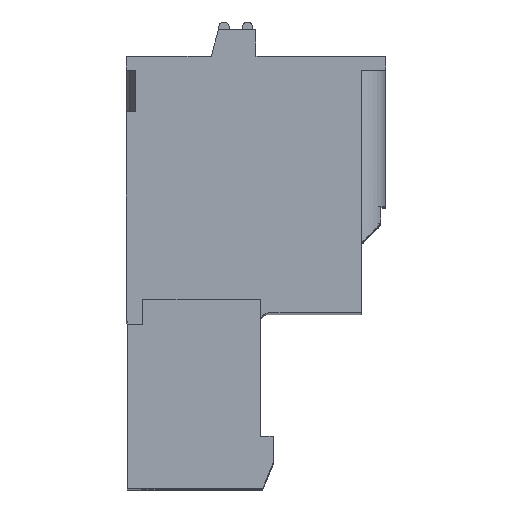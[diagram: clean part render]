
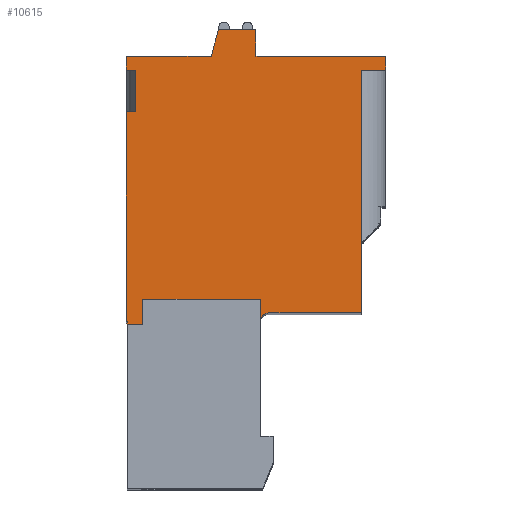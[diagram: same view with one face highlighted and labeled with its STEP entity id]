
A CAD part, top view. The second image highlights one B-rep face of the part: STEP entity #10615.
In plain terms, the highlighted planar face has unit normal (0, 0, 1).
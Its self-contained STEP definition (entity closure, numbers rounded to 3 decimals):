
#555=DIRECTION('',(0.,1.,0.));
#556=VECTOR('',#555,1.3);
#557=CARTESIAN_POINT('',(3.741,-4.022,2.5));
#558=LINE('',#557,#556);
#559=DIRECTION('',(-1.,0.,0.));
#560=VECTOR('',#559,6.8);
#561=CARTESIAN_POINT('',(3.741,-2.722,2.5));
#562=LINE('',#561,#560);
#563=DIRECTION('',(0.,-1.,0.));
#564=VECTOR('',#563,1.45);
#565=CARTESIAN_POINT('',(-3.059,-2.722,2.5));
#566=LINE('',#565,#564);
#567=DIRECTION('',(-1.,0.,0.));
#568=VECTOR('',#567,0.9);
#569=CARTESIAN_POINT('',(-3.059,-4.172,2.5));
#570=LINE('',#569,#568);
#571=DIRECTION('',(0.,-1.,0.));
#572=VECTOR('',#571,0.15);
#573=CARTESIAN_POINT('',(-3.959,-4.022,2.5));
#574=LINE('',#573,#572);
#575=DIRECTION('',(1.,0.,0.));
#576=VECTOR('',#575,0.05);
#577=CARTESIAN_POINT('',(-4.009,-4.022,2.5));
#578=LINE('',#577,#576);
#579=DIRECTION('',(0.,-1.,0.));
#580=VECTOR('',#579,12.15);
#581=CARTESIAN_POINT('',(-4.009,8.128,2.5));
#582=LINE('',#581,#580);
#583=DIRECTION('',(1.,0.,0.));
#584=VECTOR('',#583,0.5);
#585=CARTESIAN_POINT('',(-4.009,8.128,2.5));
#586=LINE('',#585,#584);
#587=DIRECTION('',(0.,-1.,0.));
#588=VECTOR('',#587,2.4);
#589=CARTESIAN_POINT('',(-3.509,10.528,2.5));
#590=LINE('',#589,#588);
#591=DIRECTION('',(1.,0.,0.));
#592=VECTOR('',#591,0.5);
#593=CARTESIAN_POINT('',(-4.009,10.528,2.5));
#594=LINE('',#593,#592);
#595=DIRECTION('',(0.,-1.,0.));
#596=VECTOR('',#595,0.8);
#597=CARTESIAN_POINT('',(-4.009,11.328,2.5));
#598=LINE('',#597,#596);
#599=DIRECTION('',(-1.,0.,0.));
#600=VECTOR('',#599,4.907);
#601=CARTESIAN_POINT('',(0.898,11.328,2.5));
#602=LINE('',#601,#600);
#603=DIRECTION('',(-0.259,-0.966,0.));
#604=VECTOR('',#603,1.605);
#605=CARTESIAN_POINT('',(1.313,12.878,2.5));
#606=LINE('',#605,#604);
#607=DIRECTION('',(-1.,0.,0.));
#608=VECTOR('',#607,2.178);
#609=CARTESIAN_POINT('',(3.491,12.878,2.5));
#610=LINE('',#609,#608);
#611=DIRECTION('',(0.,1.,0.));
#612=VECTOR('',#611,1.55);
#613=CARTESIAN_POINT('',(3.491,11.328,2.5));
#614=LINE('',#613,#612);
#615=DIRECTION('',(-1.,0.,0.));
#616=VECTOR('',#615,7.5);
#617=CARTESIAN_POINT('',(10.991,11.328,2.5));
#618=LINE('',#617,#616);
#619=DIRECTION('',(0.,1.,0.));
#620=VECTOR('',#619,0.8);
#621=CARTESIAN_POINT('',(10.991,10.528,2.5));
#622=LINE('',#621,#620);
#623=DIRECTION('',(-1.,0.,0.));
#624=VECTOR('',#623,1.4);
#625=CARTESIAN_POINT('',(10.991,10.528,2.5));
#626=LINE('',#625,#624);
#627=DIRECTION('',(1.,0.,0.));
#628=VECTOR('',#627,5.35);
#629=CARTESIAN_POINT('',(4.241,-3.522,2.5));
#630=LINE('',#629,#628);
#631=CARTESIAN_POINT('',(4.241,-4.022,2.5));
#632=DIRECTION('',(0.,0.,-1.));
#633=DIRECTION('',(-1.,0.,0.));
#634=AXIS2_PLACEMENT_3D('',#631,#632,#633);
#2728=DIRECTION('',(0.,1.,0.));
#2729=VECTOR('',#2728,14.05);
#2730=CARTESIAN_POINT('',(9.591,-3.522,2.5));
#2731=LINE('',#2730,#2729);
#7784=CARTESIAN_POINT('',(-4.009,-4.022,2.5));
#7785=CARTESIAN_POINT('',(-3.959,-4.022,2.5));
#7786=VERTEX_POINT('',#7784);
#7787=VERTEX_POINT('',#7785);
#7788=CARTESIAN_POINT('',(4.241,-3.522,2.5));
#7789=CARTESIAN_POINT('',(9.591,-3.522,2.5));
#7790=VERTEX_POINT('',#7788);
#7791=VERTEX_POINT('',#7789);
#7792=CARTESIAN_POINT('',(10.991,11.328,2.5));
#7793=CARTESIAN_POINT('',(3.491,11.328,2.5));
#7794=VERTEX_POINT('',#7792);
#7795=VERTEX_POINT('',#7793);
#7796=CARTESIAN_POINT('',(3.491,12.878,2.5));
#7797=VERTEX_POINT('',#7796);
#7798=CARTESIAN_POINT('',(1.313,12.878,2.5));
#7799=VERTEX_POINT('',#7798);
#7800=CARTESIAN_POINT('',(0.898,11.328,2.5));
#7801=VERTEX_POINT('',#7800);
#7802=CARTESIAN_POINT('',(-4.009,11.328,2.5));
#7803=VERTEX_POINT('',#7802);
#7808=CARTESIAN_POINT('',(10.991,10.528,2.5));
#7809=CARTESIAN_POINT('',(9.591,10.528,2.5));
#7810=VERTEX_POINT('',#7808);
#7811=VERTEX_POINT('',#7809);
#7926=CARTESIAN_POINT('',(3.741,-4.022,2.5));
#7927=CARTESIAN_POINT('',(3.741,-2.722,2.5));
#7928=VERTEX_POINT('',#7926);
#7929=VERTEX_POINT('',#7927);
#7930=CARTESIAN_POINT('',(-3.059,-2.722,2.5));
#7931=VERTEX_POINT('',#7930);
#7932=CARTESIAN_POINT('',(-3.059,-4.172,2.5));
#7933=VERTEX_POINT('',#7932);
#7934=CARTESIAN_POINT('',(-3.959,-4.172,2.5));
#7935=VERTEX_POINT('',#7934);
#7940=CARTESIAN_POINT('',(-4.009,10.528,2.5));
#7941=CARTESIAN_POINT('',(-3.509,10.528,2.5));
#7942=VERTEX_POINT('',#7940);
#7943=VERTEX_POINT('',#7941);
#7944=CARTESIAN_POINT('',(-4.009,8.128,2.5));
#7945=CARTESIAN_POINT('',(-3.509,8.128,2.5));
#7946=VERTEX_POINT('',#7944);
#7947=VERTEX_POINT('',#7945);
#10569=CARTESIAN_POINT('',(0.,0.,2.5));
#10570=DIRECTION('',(0.,0.,1.));
#10571=DIRECTION('',(1.,0.,0.));
#10572=AXIS2_PLACEMENT_3D('',#10569,#10570,#10571);
#10573=PLANE('',#10572);
#10574=ORIENTED_EDGE('',*,*,#10550,.T.);
#10576=ORIENTED_EDGE('',*,*,#10575,.T.);
#10578=ORIENTED_EDGE('',*,*,#10577,.T.);
#10580=ORIENTED_EDGE('',*,*,#10579,.T.);
#10581=ORIENTED_EDGE('',*,*,#10112,.F.);
#10583=ORIENTED_EDGE('',*,*,#10582,.F.);
#10585=ORIENTED_EDGE('',*,*,#10584,.F.);
#10587=ORIENTED_EDGE('',*,*,#10586,.T.);
#10589=ORIENTED_EDGE('',*,*,#10588,.F.);
#10591=ORIENTED_EDGE('',*,*,#10590,.F.);
#10593=ORIENTED_EDGE('',*,*,#10592,.F.);
#10595=ORIENTED_EDGE('',*,*,#10594,.F.);
#10597=ORIENTED_EDGE('',*,*,#10596,.F.);
#10599=ORIENTED_EDGE('',*,*,#10598,.F.);
#10601=ORIENTED_EDGE('',*,*,#10600,.F.);
#10603=ORIENTED_EDGE('',*,*,#10602,.F.);
#10605=ORIENTED_EDGE('',*,*,#10604,.F.);
#10607=ORIENTED_EDGE('',*,*,#10606,.T.);
#10609=ORIENTED_EDGE('',*,*,#10608,.F.);
#10611=ORIENTED_EDGE('',*,*,#10610,.F.);
#10612=ORIENTED_EDGE('',*,*,#10562,.F.);
#10613=EDGE_LOOP('',(#10574,#10576,#10578,#10580,#10581,#10583,#10585,#10587,
#10589,#10591,#10593,#10595,#10597,#10599,#10601,#10603,#10605,#10607,#10609,
#10611,#10612));
#10614=FACE_OUTER_BOUND('',#10613,.F.);
#635=CIRCLE('',#634,0.5);
#10112=EDGE_CURVE('',#7787,#7935,#574,.T.);
#10550=EDGE_CURVE('',#7928,#7929,#558,.T.);
#10562=EDGE_CURVE('',#7928,#7790,#635,.T.);
#10575=EDGE_CURVE('',#7929,#7931,#562,.T.);
#10577=EDGE_CURVE('',#7931,#7933,#566,.T.);
#10579=EDGE_CURVE('',#7933,#7935,#570,.T.);
#10582=EDGE_CURVE('',#7786,#7787,#578,.T.);
#10584=EDGE_CURVE('',#7946,#7786,#582,.T.);
#10586=EDGE_CURVE('',#7946,#7947,#586,.T.);
#10588=EDGE_CURVE('',#7943,#7947,#590,.T.);
#10590=EDGE_CURVE('',#7942,#7943,#594,.T.);
#10592=EDGE_CURVE('',#7803,#7942,#598,.T.);
#10594=EDGE_CURVE('',#7801,#7803,#602,.T.);
#10596=EDGE_CURVE('',#7799,#7801,#606,.T.);
#10598=EDGE_CURVE('',#7797,#7799,#610,.T.);
#10600=EDGE_CURVE('',#7795,#7797,#614,.T.);
#10602=EDGE_CURVE('',#7794,#7795,#618,.T.);
#10604=EDGE_CURVE('',#7810,#7794,#622,.T.);
#10606=EDGE_CURVE('',#7810,#7811,#626,.T.);
#10608=EDGE_CURVE('',#7791,#7811,#2731,.T.);
#10610=EDGE_CURVE('',#7790,#7791,#630,.T.);
#10615=ADVANCED_FACE('',(#10614),#10573,.T.);
